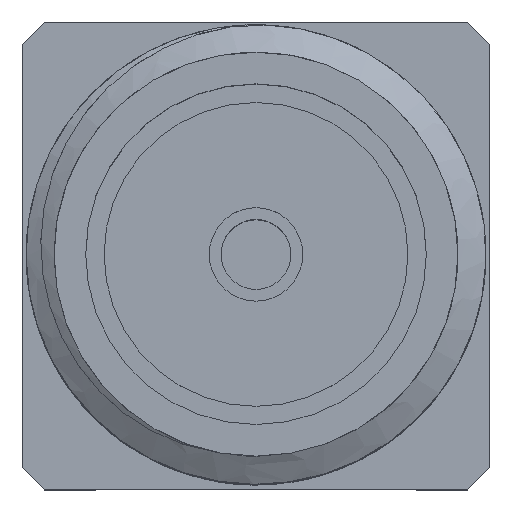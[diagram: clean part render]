
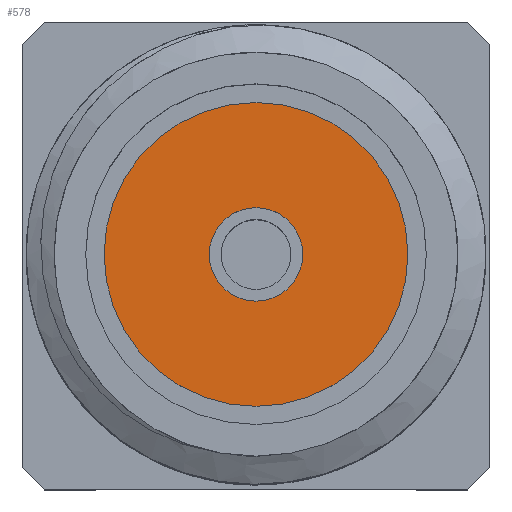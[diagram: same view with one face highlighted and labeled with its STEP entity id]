
A CAD part, top view. The second image highlights one B-rep face of the part: STEP entity #578.
In plain terms, the highlighted planar face has unit normal (0, 0, 1).
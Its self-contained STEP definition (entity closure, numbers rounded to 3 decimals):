
#507 = VERTEX_POINT ( 'NONE', #7207 ) ;
#516 = VERTEX_POINT ( 'NONE', #7178 ) ;
#519 = VERTEX_POINT ( 'NONE', #7180 ) ;
#524 = VERTEX_POINT ( 'NONE', #7227 ) ;
#578 = ADVANCED_FACE ( 'NONE', ( #1303, #1306 ), #3369, .T. ) ;
#1109 = EDGE_CURVE ( 'NONE', #519, #516, #1433, .T. ) ;
#1110 = EDGE_CURVE ( 'NONE', #524, #507, #1432, .T. ) ;
#1189 = AXIS2_PLACEMENT_3D ( 'NONE', #3363, #3371, #3372 ) ;
#1218 = AXIS2_PLACEMENT_3D ( 'NONE', #5730, #5731, #5732 ) ;
#1219 = AXIS2_PLACEMENT_3D ( 'NONE', #5733, #5734, #5735 ) ;
#1235 = AXIS2_PLACEMENT_3D ( 'NONE', #6197, #6198, #6199 ) ;
#1236 = AXIS2_PLACEMENT_3D ( 'NONE', #6202, #6203, #6204 ) ;
#1303 = FACE_BOUND ( 'NONE', #7716, .T. ) ;
#1306 = FACE_OUTER_BOUND ( 'NONE', #7664, .T. ) ;
#1432 = CIRCLE ( 'NONE', #1219, 0.635 ) ;
#1433 = CIRCLE ( 'NONE', #1218, 2.065 ) ;
#1529 = CIRCLE ( 'NONE', #1235, 2.065 ) ;
#1535 = CIRCLE ( 'NONE', #1236, 0.635 ) ;
#3363 = CARTESIAN_POINT ( 'NONE',  ( 0., 0., 10.71 ) ) ;
#3369 = PLANE ( 'NONE',  #1189 ) ;
#3371 = DIRECTION ( 'NONE',  ( 0., 0., 1. ) ) ;
#3372 = DIRECTION ( 'NONE',  ( 0., -1., 0. ) ) ;
#5428 = ORIENTED_EDGE ( 'NONE', *, *, #1109, .T. ) ;
#5437 = ORIENTED_EDGE ( 'NONE', *, *, #1110, .F. ) ;
#5449 = ORIENTED_EDGE ( 'NONE', *, *, #7883, .F. ) ;
#5467 = ORIENTED_EDGE ( 'NONE', *, *, #7882, .T. ) ;
#5730 = CARTESIAN_POINT ( 'NONE',  ( 0., 0., 10.71 ) ) ;
#5731 = DIRECTION ( 'NONE',  ( 0., 0., 1. ) ) ;
#5732 = DIRECTION ( 'NONE',  ( 0., -1., 0. ) ) ;
#5733 = CARTESIAN_POINT ( 'NONE',  ( 0., 0., 10.71 ) ) ;
#5734 = DIRECTION ( 'NONE',  ( 0., 0., 1. ) ) ;
#5735 = DIRECTION ( 'NONE',  ( 0., -1., 0. ) ) ;
#6197 = CARTESIAN_POINT ( 'NONE',  ( 0., 0., 10.71 ) ) ;
#6198 = DIRECTION ( 'NONE',  ( 0., 0., 1. ) ) ;
#6199 = DIRECTION ( 'NONE',  ( 0., -1., 0. ) ) ;
#6202 = CARTESIAN_POINT ( 'NONE',  ( 0., 0., 10.71 ) ) ;
#6203 = DIRECTION ( 'NONE',  ( 0., 0., 1. ) ) ;
#6204 = DIRECTION ( 'NONE',  ( 0., -1., 0. ) ) ;
#7178 = CARTESIAN_POINT ( 'NONE',  ( 0., 2.065, 10.71 ) ) ;
#7180 = CARTESIAN_POINT ( 'NONE',  ( 0., -2.065, 10.71 ) ) ;
#7207 = CARTESIAN_POINT ( 'NONE',  ( 0., 0.635, 10.71 ) ) ;
#7227 = CARTESIAN_POINT ( 'NONE',  ( 0., -0.635, 10.71 ) ) ;
#7664 = EDGE_LOOP ( 'NONE', ( #5428, #5467 ) ) ;
#7716 = EDGE_LOOP ( 'NONE', ( #5437, #5449 ) ) ;
#7882 = EDGE_CURVE ( 'NONE', #516, #519, #1529, .T. ) ;
#7883 = EDGE_CURVE ( 'NONE', #507, #524, #1535, .T. ) ;
